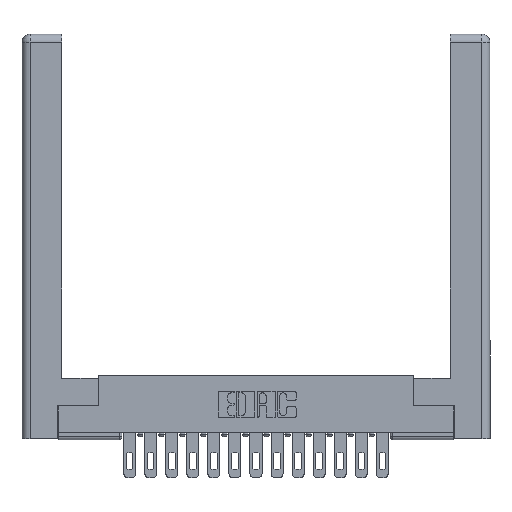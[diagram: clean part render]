
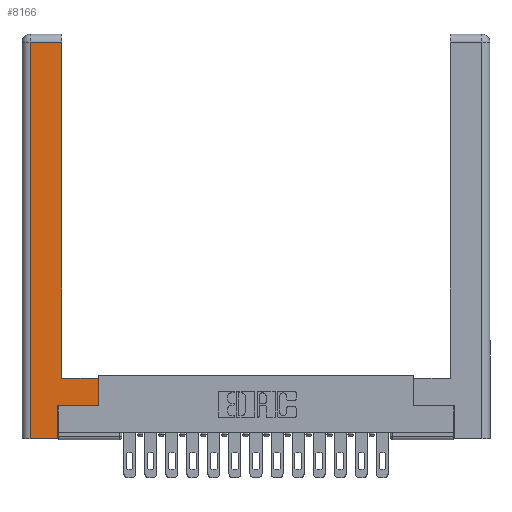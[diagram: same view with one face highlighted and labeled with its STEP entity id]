
A CAD part, top view. The second image highlights one B-rep face of the part: STEP entity #8166.
In plain terms, the highlighted planar face has unit normal (0, 0, 1).
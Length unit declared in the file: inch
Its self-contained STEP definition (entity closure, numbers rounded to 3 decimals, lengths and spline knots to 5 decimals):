
#63 = ORIENTED_EDGE ( 'NONE', *, *, #14040, .T. ) ;
#167 = LINE ( 'NONE', #7884, #9866 ) ;
#436 = CARTESIAN_POINT ( 'NONE',  ( 0., 0., 0. ) ) ;
#698 = FACE_OUTER_BOUND ( 'NONE', #6351, .T. ) ;
#798 = DIRECTION ( 'NONE',  ( 1., 0., 0. ) ) ;
#1189 = VERTEX_POINT ( 'NONE', #3747 ) ;
#1787 = EDGE_CURVE ( 'NONE', #16789, #1189, #2397, .T. ) ;
#2105 = VECTOR ( 'NONE', #15439, 39.37008 ) ;
#2397 = LINE ( 'NONE', #13395, #6872 ) ;
#2650 = VERTEX_POINT ( 'NONE', #5135 ) ;
#2803 = VECTOR ( 'NONE', #6324, 39.37008 ) ;
#2928 = LINE ( 'NONE', #16699, #2105 ) ;
#3464 = CARTESIAN_POINT ( 'NONE',  ( 0.295, 3., 0. ) ) ;
#3747 = CARTESIAN_POINT ( 'NONE',  ( 0.265, 0.245, 0. ) ) ;
#3828 = ORIENTED_EDGE ( 'NONE', *, *, #14513, .T. ) ;
#3890 = EDGE_CURVE ( 'NONE', #11469, #12847, #14127, .T. ) ;
#4530 = EDGE_CURVE ( 'NONE', #2650, #10372, #13211, .T. ) ;
#4535 = LINE ( 'NONE', #3464, #9162 ) ;
#4540 = ORIENTED_EDGE ( 'NONE', *, *, #8084, .T. ) ;
#4976 = VERTEX_POINT ( 'NONE', #16397 ) ;
#5135 = CARTESIAN_POINT ( 'NONE',  ( 0.295, 2.94, 0. ) ) ;
#5558 = CARTESIAN_POINT ( 'NONE',  ( 0.565, 0.245, 0. ) ) ;
#6324 = DIRECTION ( 'NONE',  ( -1., 0., 0. ) ) ;
#6351 = EDGE_LOOP ( 'NONE', ( #4540, #17060, #14484, #17372, #11304, #3828, #15861, #63 ) ) ;
#6739 = CARTESIAN_POINT ( 'NONE',  ( 0.265, 0., 0. ) ) ;
#6872 = VECTOR ( 'NONE', #9303, 39.37008 ) ;
#6969 = CARTESIAN_POINT ( 'NONE',  ( 0.565, 0.45, 0. ) ) ;
#7086 = DIRECTION ( 'NONE',  ( 0., 1., 0. ) ) ;
#7163 = AXIS2_PLACEMENT_3D ( 'NONE', #436, #15818, #10108 ) ;
#7540 = VECTOR ( 'NONE', #12525, 39.37008 ) ;
#7598 = LINE ( 'NONE', #13132, #11323 ) ;
#7884 = CARTESIAN_POINT ( 'NONE',  ( 0.295, 0.45, 0. ) ) ;
#8084 = EDGE_CURVE ( 'NONE', #10483, #2650, #4535, .T. ) ;
#8166 = ADVANCED_FACE ( 'NONE', ( #698 ), #17145, .F. ) ;
#8800 = CARTESIAN_POINT ( 'NONE',  ( 0.0615, 2.94, 0. ) ) ;
#9162 = VECTOR ( 'NONE', #11750, 39.37008 ) ;
#9303 = DIRECTION ( 'NONE',  ( 0., 1., 0. ) ) ;
#9658 = VECTOR ( 'NONE', #7086, 39.37008 ) ;
#9799 = CARTESIAN_POINT ( 'NONE',  ( 0.265, 0., 0. ) ) ;
#9866 = VECTOR ( 'NONE', #13426, 39.37008 ) ;
#10108 = DIRECTION ( 'NONE',  ( -1., 0., 0. ) ) ;
#10372 = VERTEX_POINT ( 'NONE', #8800 ) ;
#10483 = VERTEX_POINT ( 'NONE', #12058 ) ;
#11304 = ORIENTED_EDGE ( 'NONE', *, *, #1787, .T. ) ;
#11323 = VECTOR ( 'NONE', #798, 39.37008 ) ;
#11436 = EDGE_CURVE ( 'NONE', #4976, #16789, #12253, .T. ) ;
#11469 = VERTEX_POINT ( 'NONE', #5558 ) ;
#11750 = DIRECTION ( 'NONE',  ( 0., 1., 0. ) ) ;
#12058 = CARTESIAN_POINT ( 'NONE',  ( 0.295, 0.45, 0. ) ) ;
#12253 = LINE ( 'NONE', #6739, #7540 ) ;
#12525 = DIRECTION ( 'NONE',  ( 1., 0., 0. ) ) ;
#12847 = VERTEX_POINT ( 'NONE', #6969 ) ;
#13132 = CARTESIAN_POINT ( 'NONE',  ( 0.565, 0.245, 0. ) ) ;
#13211 = LINE ( 'NONE', #17424, #2803 ) ;
#13395 = CARTESIAN_POINT ( 'NONE',  ( 0.265, 0.245, 0. ) ) ;
#13426 = DIRECTION ( 'NONE',  ( -1., 0., 0. ) ) ;
#13463 = EDGE_CURVE ( 'NONE', #10372, #4976, #2928, .T. ) ;
#14040 = EDGE_CURVE ( 'NONE', #12847, #10483, #167, .T. ) ;
#14127 = LINE ( 'NONE', #15750, #9658 ) ;
#14484 = ORIENTED_EDGE ( 'NONE', *, *, #13463, .T. ) ;
#14513 = EDGE_CURVE ( 'NONE', #1189, #11469, #7598, .T. ) ;
#15439 = DIRECTION ( 'NONE',  ( 0., -1., 0. ) ) ;
#15750 = CARTESIAN_POINT ( 'NONE',  ( 0.565, 0.45, 0. ) ) ;
#15818 = DIRECTION ( 'NONE',  ( 0., 0., -1. ) ) ;
#15861 = ORIENTED_EDGE ( 'NONE', *, *, #3890, .T. ) ;
#16397 = CARTESIAN_POINT ( 'NONE',  ( 0.0615, 0., 0. ) ) ;
#16699 = CARTESIAN_POINT ( 'NONE',  ( 0.0615, 0., 0. ) ) ;
#16789 = VERTEX_POINT ( 'NONE', #9799 ) ;
#17060 = ORIENTED_EDGE ( 'NONE', *, *, #4530, .T. ) ;
#17145 = PLANE ( 'NONE',  #7163 ) ;
#17372 = ORIENTED_EDGE ( 'NONE', *, *, #11436, .T. ) ;
#17424 = CARTESIAN_POINT ( 'NONE',  ( 0.0615, 2.94, 0. ) ) ;
